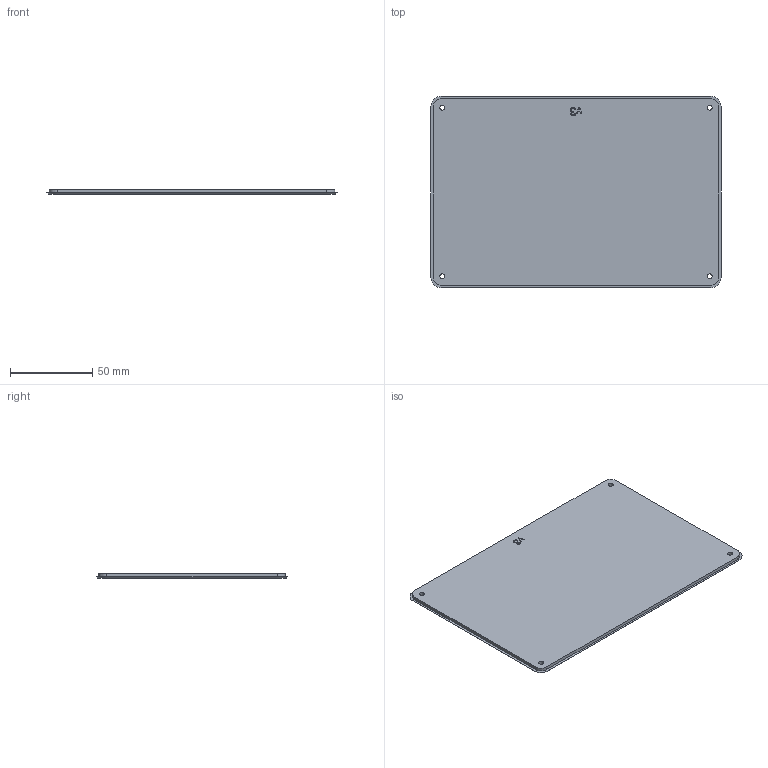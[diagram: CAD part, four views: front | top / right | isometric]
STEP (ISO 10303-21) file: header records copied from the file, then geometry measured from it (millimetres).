
FILE_DESCRIPTION(/* description */ (''),/* implementation_level */ '2;1');
FILE_NAME(/* name */ 'Display Mount - Template.step',/* time_stamp */ '2023-07-23T04:41:01-05:00',/* author */ (''),/* organization */ (''),/* preprocessor_version */ 'ST-DEVELOPER v19.2',/* originating_system */ 'Autodesk Translation Framework v12.6.0.85',/* authorisation */ '');
FILE_SCHEMA (('AUTOMOTIVE_DESIGN { 1 0 10303 214 3 1 1 }'));
Length unit declared in the file: millimetre
Products named in the file (1): Display Panel - Template V3
Bounding box: 176.6 x 116.72 x 3 mm (x, y, z)
Volume: 59645.5 mm3; surface area: 42597.5 mm2
Topology: 1 solids, 1 shells, 64 faces, 177 edges, 118 vertices
Faces by surface type: bspline 29, plane 23, cylinder 8, cone 4
Full cylindrical faces by diameter (mm): 3 x4
Entity records: 2364 total; most frequent: CARTESIAN_POINT 853, ORIENTED_EDGE 354, DIRECTION 215, EDGE_CURVE 177, VERTEX_POINT 118, LINE 95, VECTOR 95, EDGE_LOOP 75
